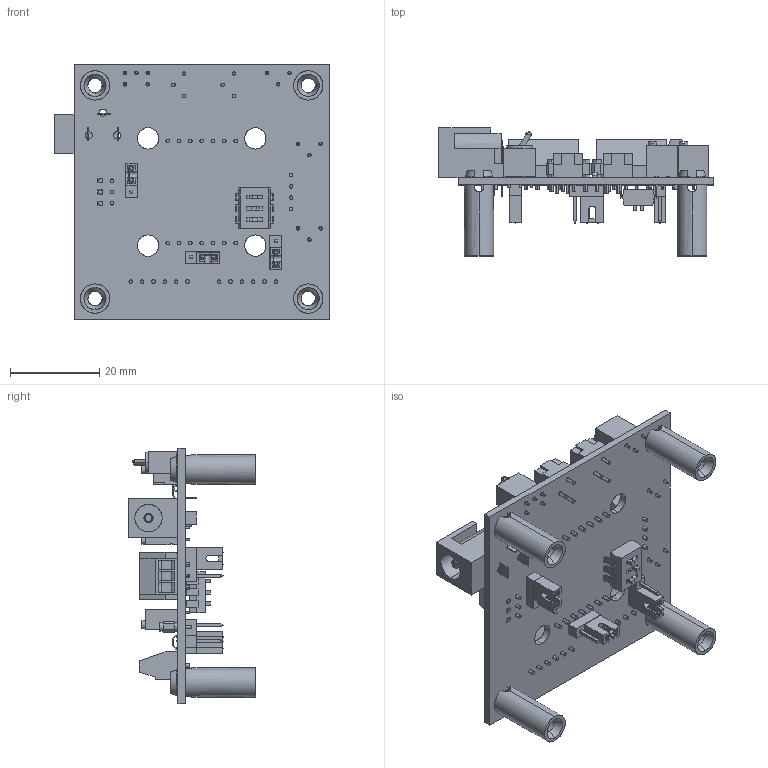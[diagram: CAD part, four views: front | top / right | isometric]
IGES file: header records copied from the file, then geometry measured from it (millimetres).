
Start section: SolidWorks IGES file using analytic representation for surfaces
Global section: file name: WTC3293 Eval Brd Assy.IGS; native system: SolidWorks 2013; preprocessor: SolidWorks 2013; author: gniebel; date: 130325.135907; units: inch
Bounding box: 61.46 x 28.63 x 57.15 mm (x, y, z)
Surface area: 16606.7 mm2 (no closed solid volume)
Topology: 0 solids, 0 shells, 1679 faces, 16960 edges, 16959 vertices
Faces by surface type: bspline 1163, revolution 516
